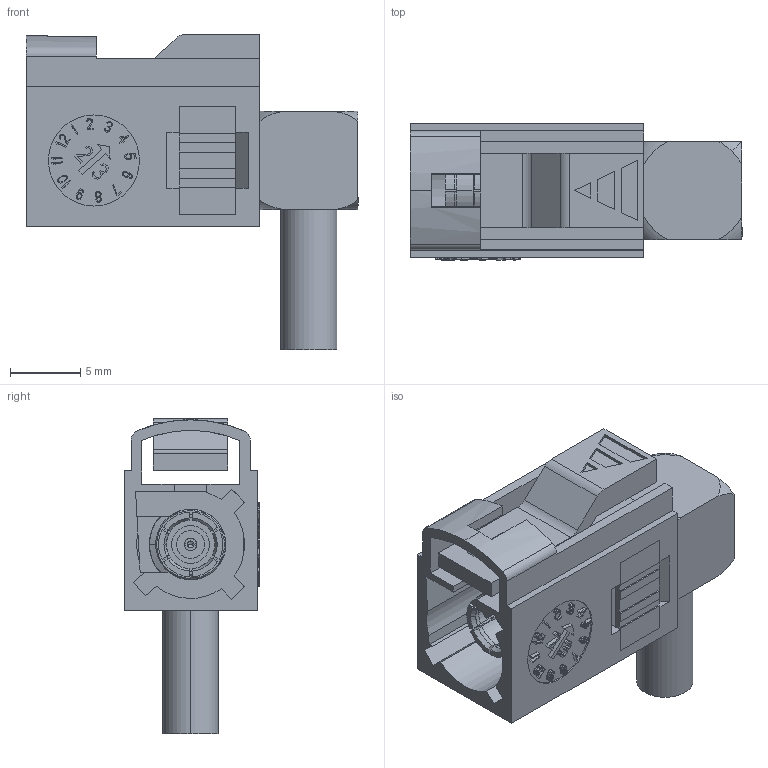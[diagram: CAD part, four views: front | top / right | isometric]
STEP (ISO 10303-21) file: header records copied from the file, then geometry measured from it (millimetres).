
FILE_DESCRIPTION (( 'STEP AP214' ), '1' );
FILE_NAME ('fakra-Z Jack angled.STEP', '2024-07-01T08:51:08', ( 'Windows 蚚誧' ), ( 'Microsoft' ), 'SwSTEP 2.0', 'SolidWorks 2022', '' );
FILE_SCHEMA (( 'AUTOMOTIVE_DESIGN' ));
Length unit declared in the file: millimetre
Products named in the file (1): fakra-Z Jack  angled
Bounding box: 23.7 x 9.7 x 22.5 mm (x, y, z)
Volume: 1473.1 mm3; surface area: 3209 mm2
Topology: 8 solids, 8 shells, 948 faces, 2701 edges, 1792 vertices
Faces by surface type: plane 789, cylinder 120, cone 22, torus 17
Entity records: 40975 total; most frequent: CARTESIAN_POINT 5853, ORIENTED_EDGE 5394, DIRECTION 4830, EDGE_CURVE 2697, VECTOR 2276, LINE 2276, VERTEX_POINT 1792, AXIS2_PLACEMENT_3D 1277
